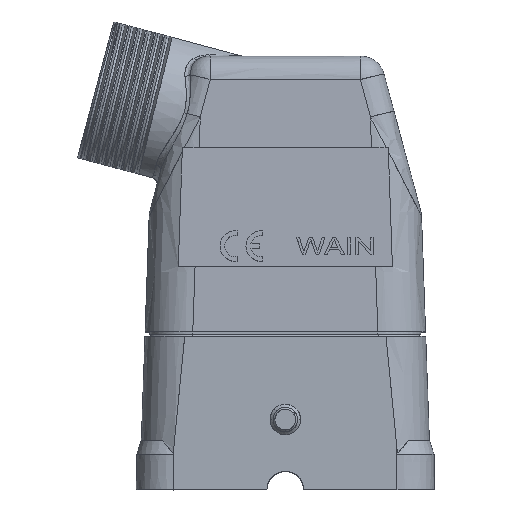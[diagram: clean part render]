
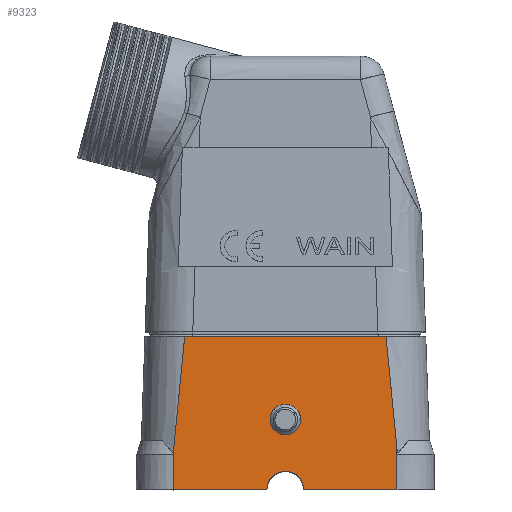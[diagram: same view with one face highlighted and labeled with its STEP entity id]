
A CAD part, top view. The second image highlights one B-rep face of the part: STEP entity #9323.
In plain terms, the highlighted planar face has unit normal (0, 0.009, 1).
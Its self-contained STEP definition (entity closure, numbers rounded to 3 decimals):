
#170=FACE_BOUND('',#12200,.T.);
#171=FACE_BOUND('',#12201,.T.);
#9323=ADVANCED_FACE('',(#170,#171),#10403,.T.);
#10403=PLANE('',#43378);
#12200=EDGE_LOOP('',(#14377,#14378));
#12201=EDGE_LOOP('',(#14379,#14380,#14381,#14382,#14383,#14384,#14385,#14386));
#14377=ORIENTED_EDGE('',*,*,#27569,.F.);
#14378=ORIENTED_EDGE('',*,*,#27570,.F.);
#14379=ORIENTED_EDGE('',*,*,#27571,.F.);
#14380=ORIENTED_EDGE('',*,*,#27572,.F.);
#14381=ORIENTED_EDGE('',*,*,#27573,.F.);
#14382=ORIENTED_EDGE('',*,*,#27574,.F.);
#14383=ORIENTED_EDGE('',*,*,#27575,.F.);
#14384=ORIENTED_EDGE('',*,*,#27576,.F.);
#14385=ORIENTED_EDGE('',*,*,#27577,.F.);
#14386=ORIENTED_EDGE('',*,*,#27578,.F.);
#21021=VERTEX_POINT('',#61821);
#21022=VERTEX_POINT('',#61822);
#21023=VERTEX_POINT('',#61860);
#21024=VERTEX_POINT('',#61861);
#21025=VERTEX_POINT('',#61866);
#21026=VERTEX_POINT('',#61883);
#21027=VERTEX_POINT('',#61885);
#21028=VERTEX_POINT('',#61887);
#21029=VERTEX_POINT('',#61906);
#21030=VERTEX_POINT('',#61908);
#27569=EDGE_CURVE('',#21021,#21022,#33915,.T.);
#27570=EDGE_CURVE('',#21022,#21021,#33916,.T.);
#27571=EDGE_CURVE('',#21023,#21024,#33917,.T.);
#27572=EDGE_CURVE('',#21025,#21023,#33918,.T.);
#27573=EDGE_CURVE('',#21026,#21025,#33919,.T.);
#27574=EDGE_CURVE('',#21027,#21026,#40793,.T.);
#27575=EDGE_CURVE('',#21028,#21027,#40794,.T.);
#27576=EDGE_CURVE('',#21029,#21028,#33920,.T.);
#27577=EDGE_CURVE('',#21030,#21029,#40795,.T.);
#27578=EDGE_CURVE('',#21024,#21030,#40796,.T.);
#33915=B_SPLINE_CURVE_WITH_KNOTS('',3,(#61811,#61812,#61813,#61814,#61815,
#61816,#61817,#61818,#61819,#61820),.UNSPECIFIED.,.F.,.F.,(4,2,2,2,4),(0.,
0.25,0.5,0.75,1.),.UNSPECIFIED.);
#33916=B_SPLINE_CURVE_WITH_KNOTS('',3,(#61823,#61824,#61825,#61826,#61827,
#61828,#61829,#61830,#61831,#61832,#61833,#61834,#61835,#61836,#61837,#61838,
#61839,#61840,#61841,#61842,#61843,#61844,#61845,#61846,#61847,#61848,#61849,
#61850,#61851,#61852,#61853,#61854,#61855),.UNSPECIFIED.,.F.,.F.,(4,2,2,
1,2,2,2,2,2,2,2,2,2,2,2,2,4),(0.,0.062,0.07,
0.078,0.094,0.125,0.188,0.25,0.375,0.5,0.75,
0.875,0.938,0.945,0.953,0.969,1.),.UNSPECIFIED.);
#33917=B_SPLINE_CURVE_WITH_KNOTS('',3,(#61856,#61857,#61858,#61859),
 .UNSPECIFIED.,.F.,.F.,(4,4),(0.,1.),.UNSPECIFIED.);
#33918=B_SPLINE_CURVE_WITH_KNOTS('',3,(#61862,#61863,#61864,#61865),
 .UNSPECIFIED.,.F.,.F.,(4,4),(0.,1.),.UNSPECIFIED.);
#33919=B_SPLINE_CURVE_WITH_KNOTS('',3,(#61867,#61868,#61869,#61870,#61871,
#61872,#61873,#61874,#61875,#61876,#61877,#61878,#61879,#61880,#61881,#61882),
 .UNSPECIFIED.,.F.,.F.,(4,2,2,1,1,2,2,1,1,4),(0.,0.5,0.531,0.563,0.625,
0.75,0.781,0.812,0.875,1.),
 .UNSPECIFIED.);
#33920=B_SPLINE_CURVE_WITH_KNOTS('',3,(#61888,#61889,#61890,#61891,#61892,
#61893,#61894,#61895,#61896,#61897,#61898,#61899,#61900,#61901,#61902,#61903,
#61904,#61905),.UNSPECIFIED.,.F.,.F.,(4,2,2,2,2,2,2,2,4),(0.,0.125,0.25,
0.375,0.5,0.625,0.75,0.875,1.),.UNSPECIFIED.);
#40793=LINE('',#61884,#42161);
#40794=LINE('',#61886,#42162);
#40795=LINE('',#61907,#42163);
#40796=LINE('',#61909,#42164);
#42161=VECTOR('',#44290,1.);
#42162=VECTOR('',#44291,1.);
#42163=VECTOR('',#44292,1.);
#42164=VECTOR('',#44293,1.);
#43378=AXIS2_PLACEMENT_3D('',#61910,#44294,#44295);
#44290=DIRECTION('',(0.,1.,-0.009));
#44291=DIRECTION('',(-1.,0.,0.));
#44292=DIRECTION('',(-1.,0.,0.));
#44293=DIRECTION('',(0.,-1.,0.009));
#44294=DIRECTION('',(0.,0.009,1.));
#44295=DIRECTION('',(0.,-1.,0.009));
#61811=CARTESIAN_POINT('',(2.494,-4.75,14.51));
#61812=CARTESIAN_POINT('',(2.499,-4.109,14.504));
#61813=CARTESIAN_POINT('',(2.256,-3.464,14.498));
#61814=CARTESIAN_POINT('',(1.288,-2.486,14.49));
#61815=CARTESIAN_POINT('',(0.638,-2.238,14.488));
#61816=CARTESIAN_POINT('',(-0.632,-2.238,14.488));
#61817=CARTESIAN_POINT('',(-1.281,-2.486,14.49));
#61818=CARTESIAN_POINT('',(-2.25,-3.464,14.498));
#61819=CARTESIAN_POINT('',(-2.493,-4.112,14.504));
#61820=CARTESIAN_POINT('',(-2.487,-4.75,14.51));
#61821=CARTESIAN_POINT('',(2.494,-4.75,14.51));
#61822=CARTESIAN_POINT('',(-2.487,-4.75,14.51));
#61823=CARTESIAN_POINT('',(-2.487,-4.75,14.51));
#61824=CARTESIAN_POINT('',(-2.483,-5.172,14.513));
#61825=CARTESIAN_POINT('',(-2.379,-5.568,14.517));
#61826=CARTESIAN_POINT('',(-2.151,-5.98,14.52));
#61827=CARTESIAN_POINT('',(-2.154,-5.974,14.52));
#61828=CARTESIAN_POINT('',(-2.131,-6.013,14.521));
#61829=CARTESIAN_POINT('',(-2.095,-6.071,14.521));
#61830=CARTESIAN_POINT('',(-2.058,-6.127,14.522));
#61831=CARTESIAN_POINT('',(-1.98,-6.237,14.523));
#61832=CARTESIAN_POINT('',(-1.924,-6.308,14.523));
#61833=CARTESIAN_POINT('',(-1.745,-6.511,14.525));
#61834=CARTESIAN_POINT('',(-1.678,-6.571,14.525));
#61835=CARTESIAN_POINT('',(-1.47,-6.741,14.527));
#61836=CARTESIAN_POINT('',(-1.359,-6.817,14.528));
#61837=CARTESIAN_POINT('',(-1.007,-7.021,14.529));
#61838=CARTESIAN_POINT('',(-0.849,-7.08,14.53));
#61839=CARTESIAN_POINT('',(-0.434,-7.191,14.531));
#61840=CARTESIAN_POINT('',(-0.219,-7.219,14.531));
#61841=CARTESIAN_POINT('',(0.447,-7.219,14.531));
#61842=CARTESIAN_POINT('',(0.864,-7.107,14.53));
#61843=CARTESIAN_POINT('',(1.441,-6.774,14.527));
#61844=CARTESIAN_POINT('',(1.692,-6.579,14.526));
#61845=CARTESIAN_POINT('',(1.96,-6.274,14.523));
#61846=CARTESIAN_POINT('',(2.095,-6.092,14.521));
#61847=CARTESIAN_POINT('',(2.193,-5.914,14.52));
#61848=CARTESIAN_POINT('',(2.232,-5.841,14.519));
#61849=CARTESIAN_POINT('',(2.277,-5.748,14.518));
#61850=CARTESIAN_POINT('',(2.297,-5.701,14.518));
#61851=CARTESIAN_POINT('',(2.355,-5.557,14.517));
#61852=CARTESIAN_POINT('',(2.387,-5.46,14.516));
#61853=CARTESIAN_POINT('',(2.465,-5.165,14.513));
#61854=CARTESIAN_POINT('',(2.492,-4.96,14.511));
#61855=CARTESIAN_POINT('',(2.494,-4.75,14.51));
#61856=CARTESIAN_POINT('',(16.459,8.9,14.39));
#61857=CARTESIAN_POINT('',(17.025,5.304,14.422));
#61858=CARTESIAN_POINT('',(17.623,-0.809,14.475));
#61859=CARTESIAN_POINT('',(18.253,-9.439,14.551));
#61860=CARTESIAN_POINT('',(16.459,8.9,14.39));
#61861=CARTESIAN_POINT('',(18.253,-9.439,14.551));
#61862=CARTESIAN_POINT('',(-16.452,8.9,14.39));
#61863=CARTESIAN_POINT('',(-5.482,8.9,14.39));
#61864=CARTESIAN_POINT('',(5.488,8.9,14.39));
#61865=CARTESIAN_POINT('',(16.459,8.9,14.39));
#61866=CARTESIAN_POINT('',(-16.452,8.9,14.39));
#61867=CARTESIAN_POINT('',(-18.247,-9.439,14.551));
#61868=CARTESIAN_POINT('',(-17.981,-5.793,14.519));
#61869=CARTESIAN_POINT('',(-17.716,-2.546,14.49));
#61870=CARTESIAN_POINT('',(-17.438,0.478,14.464));
#61871=CARTESIAN_POINT('',(-17.416,0.713,14.462));
#61872=CARTESIAN_POINT('',(-17.378,1.118,14.458));
#61873=CARTESIAN_POINT('',(-17.321,1.717,14.453));
#61874=CARTESIAN_POINT('',(-17.188,3.054,14.441));
#61875=CARTESIAN_POINT('',(-17.077,4.097,14.432));
#61876=CARTESIAN_POINT('',(-16.985,4.908,14.425));
#61877=CARTESIAN_POINT('',(-16.959,5.131,14.423));
#61878=CARTESIAN_POINT('',(-16.915,5.509,14.42));
#61879=CARTESIAN_POINT('',(-16.848,6.067,14.415));
#61880=CARTESIAN_POINT('',(-16.689,7.316,14.404));
#61881=CARTESIAN_POINT('',(-16.548,8.291,14.396));
#61882=CARTESIAN_POINT('',(-16.452,8.9,14.39));
#61883=CARTESIAN_POINT('',(-18.247,-9.439,14.551));
#61884=CARTESIAN_POINT('',(-18.247,-3.65,14.5));
#61885=CARTESIAN_POINT('',(-18.247,-16.2,14.61));
#61886=CARTESIAN_POINT('',(0.003,-16.2,14.61));
#61887=CARTESIAN_POINT('',(-2.997,-16.2,14.61));
#61888=CARTESIAN_POINT('',(3.003,-16.2,14.61));
#61889=CARTESIAN_POINT('',(3.003,-15.816,14.606));
#61890=CARTESIAN_POINT('',(2.933,-15.448,14.603));
#61891=CARTESIAN_POINT('',(2.652,-14.743,14.597));
#61892=CARTESIAN_POINT('',(2.416,-14.37,14.594));
#61893=CARTESIAN_POINT('',(1.833,-13.787,14.588));
#61894=CARTESIAN_POINT('',(1.493,-13.563,14.587));
#61895=CARTESIAN_POINT('',(0.722,-13.258,14.584));
#61896=CARTESIAN_POINT('',(0.384,-13.2,14.583));
#61897=CARTESIAN_POINT('',(-0.378,-13.2,14.583));
#61898=CARTESIAN_POINT('',(-0.748,-13.271,14.584));
#61899=CARTESIAN_POINT('',(-1.454,-13.551,14.586));
#61900=CARTESIAN_POINT('',(-1.827,-13.787,14.588));
#61901=CARTESIAN_POINT('',(-2.409,-14.37,14.594));
#61902=CARTESIAN_POINT('',(-2.633,-14.711,14.597));
#61903=CARTESIAN_POINT('',(-2.939,-15.481,14.603));
#61904=CARTESIAN_POINT('',(-2.997,-15.818,14.606));
#61905=CARTESIAN_POINT('',(-2.997,-16.2,14.61));
#61906=CARTESIAN_POINT('',(3.003,-16.2,14.61));
#61907=CARTESIAN_POINT('',(0.003,-16.2,14.61));
#61908=CARTESIAN_POINT('',(18.253,-16.2,14.61));
#61909=CARTESIAN_POINT('',(18.253,-3.65,14.5));
#61910=CARTESIAN_POINT('',(-18.977,9.402,14.386));
